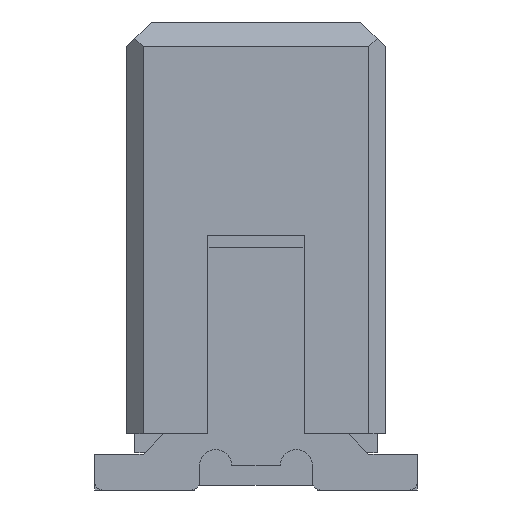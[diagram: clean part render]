
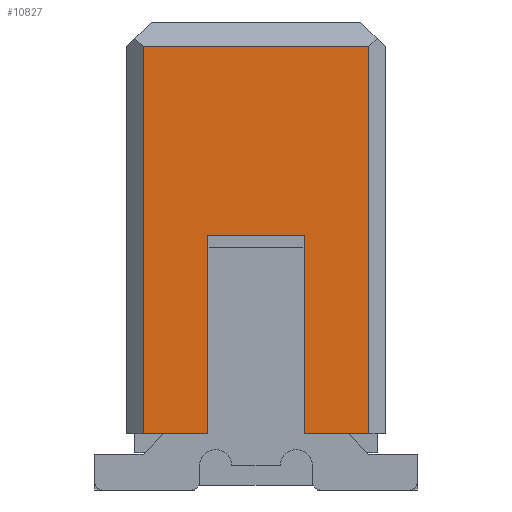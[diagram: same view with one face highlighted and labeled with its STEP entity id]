
A CAD part, left-side view. The second image highlights one B-rep face of the part: STEP entity #10827.
In plain terms, the highlighted planar face has unit normal (-1, 0, 0).
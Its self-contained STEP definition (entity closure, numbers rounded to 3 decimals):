
#13=DIRECTION('',(0.,-1.,0.));
#14=VECTOR('',#13,0.4);
#15=CARTESIAN_POINT('',(-2.68,0.7,-1.275));
#16=LINE('',#15,#14);
#77=DIRECTION('',(0.,-1.,0.));
#78=VECTOR('',#77,0.4);
#79=CARTESIAN_POINT('',(-2.68,-0.3,-1.275));
#80=LINE('',#79,#78);
#3481=DIRECTION('',(0.,0.,-1.));
#3482=VECTOR('',#3481,2.4);
#3483=CARTESIAN_POINT('',(-2.68,-0.7,1.125));
#3484=LINE('',#3483,#3482);
#3485=DIRECTION('',(0.,0.,1.));
#3486=VECTOR('',#3485,1.23);
#3487=CARTESIAN_POINT('',(-2.68,-0.3,-1.275));
#3488=LINE('',#3487,#3486);
#3489=DIRECTION('',(0.,1.,0.));
#3490=VECTOR('',#3489,0.6);
#3491=CARTESIAN_POINT('',(-2.68,-0.3,-0.045));
#3492=LINE('',#3491,#3490);
#3493=DIRECTION('',(0.,0.,1.));
#3494=VECTOR('',#3493,1.23);
#3495=CARTESIAN_POINT('',(-2.68,0.3,-1.275));
#3496=LINE('',#3495,#3494);
#3497=DIRECTION('',(0.,0.,-1.));
#3498=VECTOR('',#3497,2.4);
#3499=CARTESIAN_POINT('',(-2.68,0.7,1.125));
#3500=LINE('',#3499,#3498);
#3501=DIRECTION('',(0.,-1.,0.));
#3502=VECTOR('',#3501,1.4);
#3503=CARTESIAN_POINT('',(-2.68,0.7,1.125));
#3504=LINE('',#3503,#3502);
#5197=CARTESIAN_POINT('',(-2.68,-0.3,-1.275));
#5198=VERTEX_POINT('',#5197);
#5199=CARTESIAN_POINT('',(-2.68,0.3,-1.275));
#5201=VERTEX_POINT('',#5199);
#5221=CARTESIAN_POINT('',(-2.68,-0.3,-0.045));
#5222=CARTESIAN_POINT('',(-2.68,0.3,-0.045));
#5223=VERTEX_POINT('',#5221);
#5224=VERTEX_POINT('',#5222);
#5482=CARTESIAN_POINT('',(-2.68,-0.7,-1.275));
#5484=VERTEX_POINT('',#5482);
#5485=CARTESIAN_POINT('',(-2.68,-0.7,1.125));
#5486=VERTEX_POINT('',#5485);
#5487=CARTESIAN_POINT('',(-2.68,0.7,1.125));
#5488=VERTEX_POINT('',#5487);
#5491=CARTESIAN_POINT('',(-2.68,0.7,-1.275));
#5493=VERTEX_POINT('',#5491);
#10807=CARTESIAN_POINT('',(-2.68,0.8,-1.275));
#10808=DIRECTION('',(-1.,0.,0.));
#10809=DIRECTION('',(0.,-1.,0.));
#10810=AXIS2_PLACEMENT_3D('',#10807,#10808,#10809);
#10811=PLANE('',#10810);
#10812=ORIENTED_EDGE('',*,*,#10797,.T.);
#10813=ORIENTED_EDGE('',*,*,#5768,.F.);
#10815=ORIENTED_EDGE('',*,*,#10814,.T.);
#10817=ORIENTED_EDGE('',*,*,#10816,.T.);
#10819=ORIENTED_EDGE('',*,*,#10818,.F.);
#10820=ORIENTED_EDGE('',*,*,#5736,.F.);
#10822=ORIENTED_EDGE('',*,*,#10821,.F.);
#10824=ORIENTED_EDGE('',*,*,#10823,.T.);
#10825=EDGE_LOOP('',(#10812,#10813,#10815,#10817,#10819,#10820,#10822,#10824));
#10826=FACE_OUTER_BOUND('',#10825,.F.);
#10827=ADVANCED_FACE('',(#10826),#10811,.T.);
#5736=EDGE_CURVE('',#5493,#5201,#16,.T.);
#5768=EDGE_CURVE('',#5198,#5484,#80,.T.);
#10797=EDGE_CURVE('',#5486,#5484,#3484,.T.);
#10814=EDGE_CURVE('',#5198,#5223,#3488,.T.);
#10816=EDGE_CURVE('',#5223,#5224,#3492,.T.);
#10818=EDGE_CURVE('',#5201,#5224,#3496,.T.);
#10821=EDGE_CURVE('',#5488,#5493,#3500,.T.);
#10823=EDGE_CURVE('',#5488,#5486,#3504,.T.);
